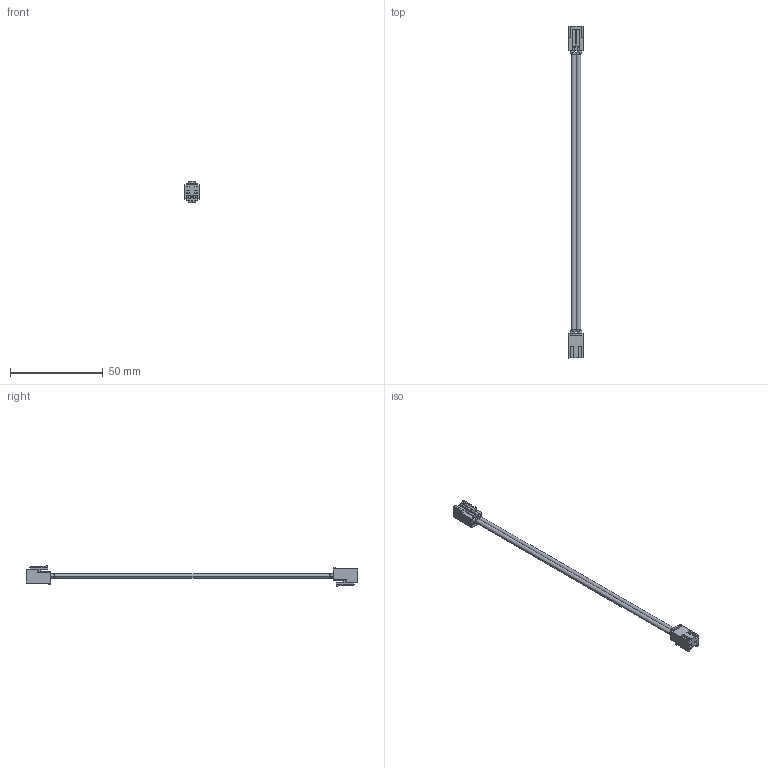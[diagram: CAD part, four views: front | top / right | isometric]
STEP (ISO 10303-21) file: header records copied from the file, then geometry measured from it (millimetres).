
FILE_DESCRIPTION (( 'STEP AP214' ), '1' );
FILE_NAME ('am-5198-0600 JST-VH 2-Pin Motor Extension Cable (6IN).STEP', '2024-03-21T19:59:21', ( '' ), ( '' ), 'SwSTEP 2.0', 'SolidWorks 2024', '' );
FILE_SCHEMA (( 'AUTOMOTIVE_DESIGN' ));
Length unit declared in the file: inch
Products named in the file (3): 6IN JST VH 2-pin 18AWG Wire (connectorless); am-5198-0600 JST-VH 2-Pin Motor Extension Cable (6IN); VHR-2N
Assembly tree (3 placements, depth 2):
  am-5198-0600 JST-VH 2-Pin Motor Extension Cable (6IN)
    VHR-2N  x2
    6IN JST VH 2-pin 18AWG Wire (connectorless)
Bounding box: 7.86 x 179 x 11.4 mm (x, y, z)
Volume: 2762.1 mm3; surface area: 4069.8 mm2
Topology: 4 solids, 4 shells, 184 faces, 488 edges, 312 vertices
Faces by surface type: plane 160, torus 16, cylinder 8
Entity records: 3219 total; most frequent: CARTESIAN_POINT 544, ORIENTED_EDGE 532, DIRECTION 530, EDGE_CURVE 266, VECTOR 222, LINE 222, VERTEX_POINT 168, AXIS2_PLACEMENT_3D 154
